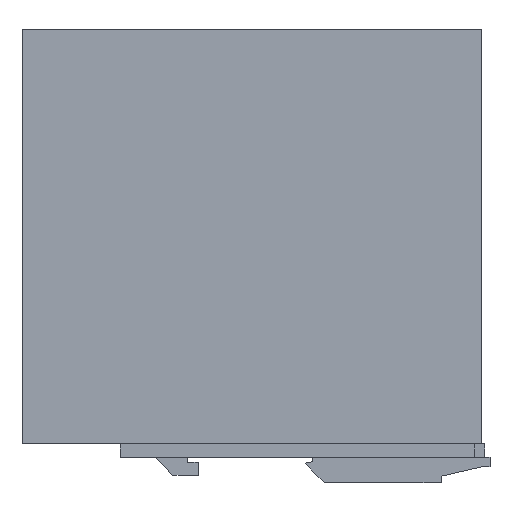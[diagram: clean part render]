
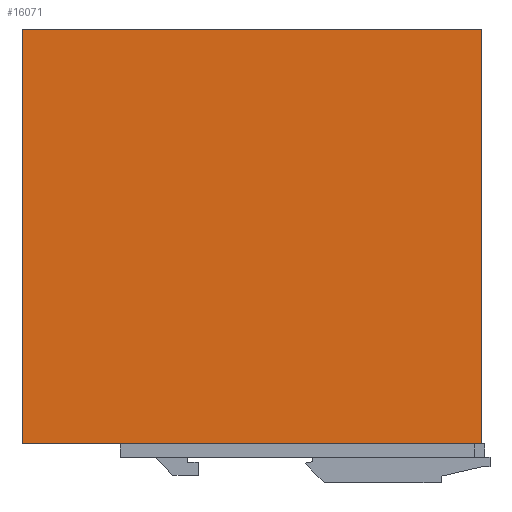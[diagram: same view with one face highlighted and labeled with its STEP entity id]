
A CAD part, left-side view. The second image highlights one B-rep face of the part: STEP entity #16071.
In plain terms, the highlighted planar face has unit normal (-1, 0, 0).
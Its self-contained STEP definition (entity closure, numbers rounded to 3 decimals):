
#35 = CARTESIAN_POINT ( 'NONE',  ( -30., 0., 0. ) ) ;
#454 = DIRECTION ( 'NONE',  ( 0., 0., -1. ) ) ;
#572 = LINE ( 'NONE', #35, #7908 ) ;
#1602 = ORIENTED_EDGE ( 'NONE', *, *, #12061, .T. ) ;
#2347 = ORIENTED_EDGE ( 'NONE', *, *, #11400, .F. ) ;
#2546 = CARTESIAN_POINT ( 'NONE',  ( -30., -63.5, -114.5 ) ) ;
#2836 = ORIENTED_EDGE ( 'NONE', *, *, #15357, .T. ) ;
#4414 = DIRECTION ( 'NONE',  ( 0., 0., -1. ) ) ;
#4595 = CARTESIAN_POINT ( 'NONE',  ( -30., 63.5, -114.5 ) ) ;
#4606 = VECTOR ( 'NONE', #18490, 1000. ) ;
#5196 = EDGE_LOOP ( 'NONE', ( #2347, #2836, #20332, #1602 ) ) ;
#7168 = DIRECTION ( 'NONE',  ( 0., 0., 1. ) ) ;
#7380 = CARTESIAN_POINT ( 'NONE',  ( -30., 63.5, 0. ) ) ;
#7561 = LINE ( 'NONE', #21130, #20504 ) ;
#7908 = VECTOR ( 'NONE', #12042, 1000. ) ;
#8128 = DIRECTION ( 'NONE',  ( 1., 0., 0. ) ) ;
#8827 = CARTESIAN_POINT ( 'NONE',  ( -30., -63.5, 0. ) ) ;
#10360 = EDGE_CURVE ( 'NONE', #12940, #17843, #572, .T. ) ;
#11057 = AXIS2_PLACEMENT_3D ( 'NONE', #14765, #8128, #4414 ) ;
#11400 = EDGE_CURVE ( 'NONE', #14978, #22044, #20545, .T. ) ;
#11717 = FACE_OUTER_BOUND ( 'NONE', #5196, .T. ) ;
#12042 = DIRECTION ( 'NONE',  ( 0., 1., 0. ) ) ;
#12061 = EDGE_CURVE ( 'NONE', #17843, #22044, #7561, .T. ) ;
#12940 = VERTEX_POINT ( 'NONE', #18400 ) ;
#14588 = CARTESIAN_POINT ( 'NONE',  ( -30., 63.5, -114.5 ) ) ;
#14765 = CARTESIAN_POINT ( 'NONE',  ( -30., 0., 0. ) ) ;
#14840 = PLANE ( 'NONE',  #11057 ) ;
#14978 = VERTEX_POINT ( 'NONE', #2546 ) ;
#15357 = EDGE_CURVE ( 'NONE', #14978, #12940, #16847, .T. ) ;
#16071 = ADVANCED_FACE ( 'NONE', ( #11717 ), #14840, .F. ) ;
#16847 = LINE ( 'NONE', #8827, #20104 ) ;
#17843 = VERTEX_POINT ( 'NONE', #7380 ) ;
#18400 = CARTESIAN_POINT ( 'NONE',  ( -30., -63.5, 0. ) ) ;
#18490 = DIRECTION ( 'NONE',  ( 0., 1., 0. ) ) ;
#20104 = VECTOR ( 'NONE', #7168, 1000. ) ;
#20332 = ORIENTED_EDGE ( 'NONE', *, *, #10360, .T. ) ;
#20504 = VECTOR ( 'NONE', #454, 1000. ) ;
#20545 = LINE ( 'NONE', #4595, #4606 ) ;
#21130 = CARTESIAN_POINT ( 'NONE',  ( -30., 63.5, 0. ) ) ;
#22044 = VERTEX_POINT ( 'NONE', #14588 ) ;
